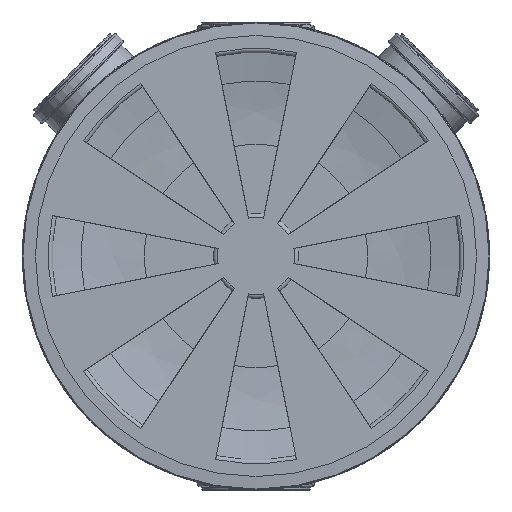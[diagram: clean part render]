
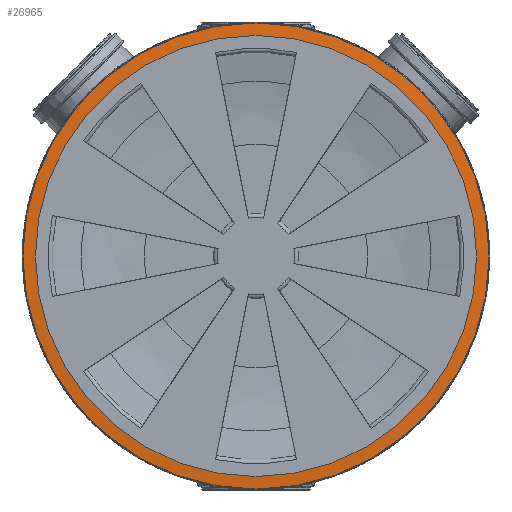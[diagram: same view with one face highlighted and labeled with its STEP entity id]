
A CAD part, front view. The second image highlights one B-rep face of the part: STEP entity #26965.
In plain terms, the highlighted conical face has half-angle 86 degrees and reference radius 353.465 mm.
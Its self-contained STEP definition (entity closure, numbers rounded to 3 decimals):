
#3085=CONICAL_SURFACE('',#29812,353.465,1.501);
#3599=LINE('',#69315,#4143);
#4143=VECTOR('',#35586,353.465);
#5886=FACE_OUTER_BOUND('',#7757,.T.);
#7757=EDGE_LOOP('',(#23405,#23406,#23407,#23408,#23409,#23410));
#9380=CIRCLE('',#29188,342.36);
#9381=CIRCLE('',#29189,342.36);
#9755=CIRCLE('',#29789,364.57);
#9756=CIRCLE('',#29790,364.57);
#11762=VERTEX_POINT('',#60322);
#11763=VERTEX_POINT('',#60324);
#12179=VERTEX_POINT('',#68937);
#12180=VERTEX_POINT('',#68939);
#15158=EDGE_CURVE('',#11763,#11762,#9380,.T.);
#15159=EDGE_CURVE('',#11762,#11763,#9381,.T.);
#15980=EDGE_CURVE('',#12179,#12180,#9755,.T.);
#15981=EDGE_CURVE('',#12180,#12179,#9756,.T.);
#16084=EDGE_CURVE('',#12180,#11763,#3599,.T.);
#23405=ORIENTED_EDGE('',*,*,#15981,.F.);
#23406=ORIENTED_EDGE('',*,*,#16084,.T.);
#23407=ORIENTED_EDGE('',*,*,#15158,.T.);
#23408=ORIENTED_EDGE('',*,*,#15159,.T.);
#23409=ORIENTED_EDGE('',*,*,#16084,.F.);
#23410=ORIENTED_EDGE('',*,*,#15980,.F.);
#26965=ADVANCED_FACE('',(#5886),#3085,.T.);
#29188=AXIS2_PLACEMENT_3D('',#60325,#34194,#34195);
#29189=AXIS2_PLACEMENT_3D('',#60326,#34196,#34197);
#29789=AXIS2_PLACEMENT_3D('',#68940,#35484,#35485);
#29790=AXIS2_PLACEMENT_3D('',#68941,#35486,#35487);
#29812=AXIS2_PLACEMENT_3D('',#69314,#35584,#35585);
#34194=DIRECTION('center_axis',(0.,1.,0.));
#34195=DIRECTION('ref_axis',(1.,0.,0.));
#34196=DIRECTION('center_axis',(0.,1.,0.));
#34197=DIRECTION('ref_axis',(1.,0.,0.));
#35484=DIRECTION('center_axis',(0.,1.,0.));
#35485=DIRECTION('ref_axis',(1.,0.,0.));
#35486=DIRECTION('center_axis',(0.,1.,0.));
#35487=DIRECTION('ref_axis',(1.,0.,0.));
#35584=DIRECTION('center_axis',(0.,1.,0.));
#35585=DIRECTION('ref_axis',(-1.,0.,0.));
#35586=DIRECTION('',(-0.998,-0.07,0.));
#60322=CARTESIAN_POINT('',(0.,22.382,-342.36));
#60324=CARTESIAN_POINT('',(342.36,22.382,0.));
#60325=CARTESIAN_POINT('Origin',(0.,22.382,
0.));
#60326=CARTESIAN_POINT('Origin',(0.,22.382,
0.));
#68937=CARTESIAN_POINT('',(0.,23.935,-364.57));
#68939=CARTESIAN_POINT('',(364.57,23.935,0.));
#68940=CARTESIAN_POINT('Origin',(0.,23.935,
0.));
#68941=CARTESIAN_POINT('Origin',(0.,23.935,
0.));
#69314=CARTESIAN_POINT('Origin',(0.,23.158,
0.));
#69315=CARTESIAN_POINT('',(353.465,23.158,0.));
